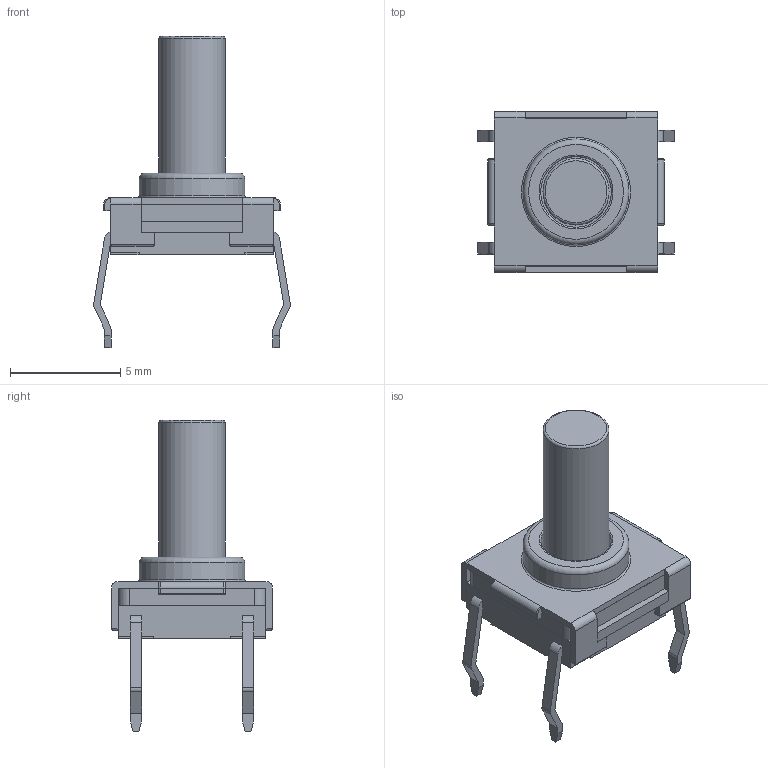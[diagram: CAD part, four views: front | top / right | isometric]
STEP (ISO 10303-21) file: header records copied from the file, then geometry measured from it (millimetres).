
FILE_DESCRIPTION(/* description */ ('model of SW_Tactile_Straight_KSL0Axx1LFTR'),/* implementation_level */ '2;1');
FILE_NAME(/* name */ 'SW_Tactile_Straight_KSL0Axx1LFTR.step',/* time_stamp */ '2020-10-28T17:47:12',/* author */ ('kicad StepUp','ksu'),/* organization */ ('FreeCAD'),/* preprocessor_version */ 'OCC',/* originating_system */ 'kicad StepUp',/* authorisation */ '');
FILE_SCHEMA(('AUTOMOTIVE_DESIGN { 1 0 10303 214 1 1 1 1 }'));
Length unit declared in the file: millimetre
Products named in the file (1): SW_Tactile_Straight_KSL0Axx1LFTR
Bounding box: 8.92 x 7.3 x 14.1 mm (x, y, z)
Volume: 199.8 mm3; surface area: 325.2 mm2
Topology: 1 solids, 1 shells, 185 faces, 475 edges, 299 vertices
Faces by surface type: plane 125, cylinder 51, torus 9
Full cylindrical faces by diameter (mm): 3 x1, 3.2 x1, 4.8 x1
Entity records: 6839 total; most frequent: CARTESIAN_POINT 960, DIRECTION 951, ORIENTED_EDGE 950, EDGE_CURVE 475, LINE 371, VECTOR 371, VERTEX_POINT 299, AXIS2_PLACEMENT_3D 290
